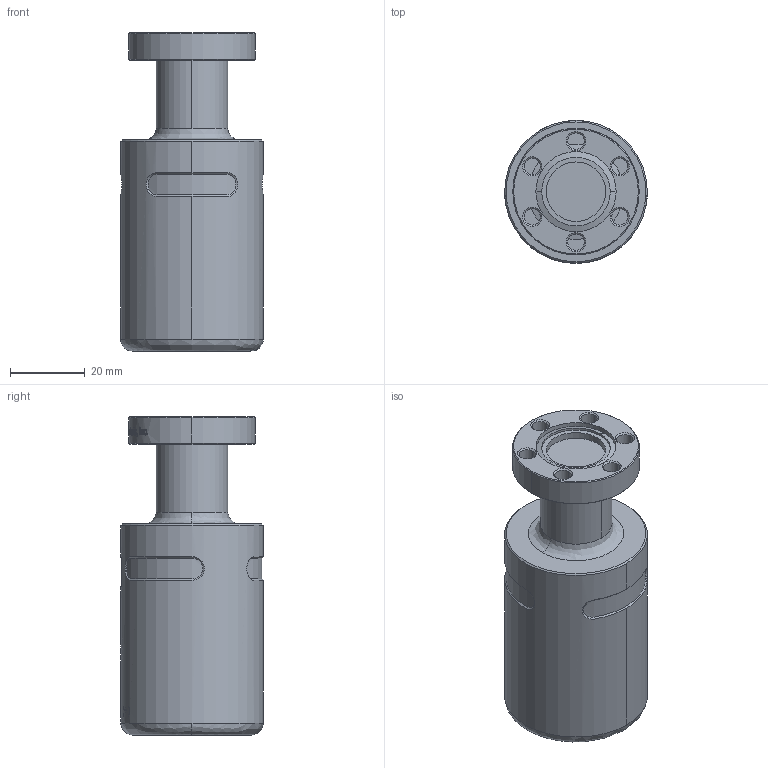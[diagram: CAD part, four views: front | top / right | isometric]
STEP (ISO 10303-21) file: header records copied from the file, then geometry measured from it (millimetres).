
FILE_DESCRIPTION (( 'STEP AP203' ), '1' );
FILE_NAME ('113145.stp', '2016-08-17T15:22:37', ( '' ), ( '' ), 'SwSTEP 2.0', 'SolidWorks 2012', '' );
FILE_SCHEMA (( 'CONFIG_CONTROL_DESIGN' ));
Length unit declared in the file: inch
Products named in the file (1): 113145
Bounding box: 38.1 x 38.1 x 84.96 mm (x, y, z)
Volume: 74774.3 mm3; surface area: 12896.2 mm2
Topology: 1 solids, 1 shells, 772 faces, 2131 edges, 1410 vertices
Faces by surface type: bspline 362, plane 281, cylinder 90, cone 39
Entity records: 54162 total; most frequent: CARTESIAN_POINT 36952, ORIENTED_EDGE 4258, DIRECTION 2389, EDGE_CURVE 2129, VERTEX_POINT 1410, VECTOR 929, LINE 929, EDGE_LOOP 835
